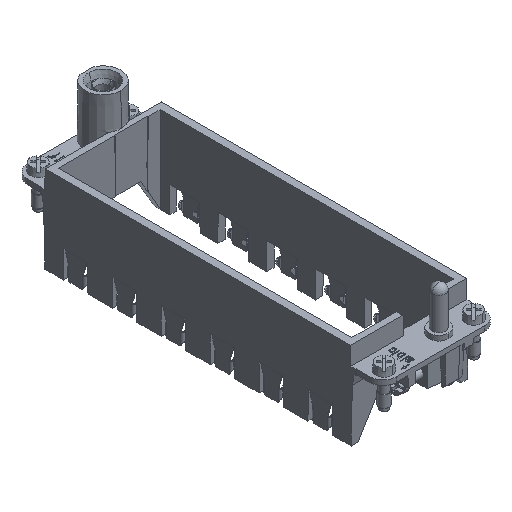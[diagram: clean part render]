
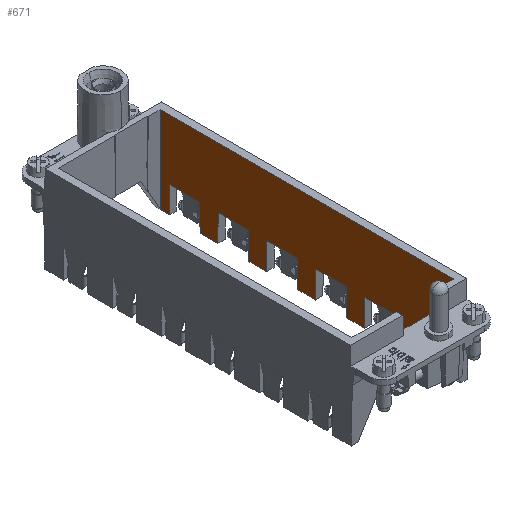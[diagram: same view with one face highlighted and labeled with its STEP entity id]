
A CAD part, isometric view. The second image highlights one B-rep face of the part: STEP entity #671.
In plain terms, the highlighted face is planar.
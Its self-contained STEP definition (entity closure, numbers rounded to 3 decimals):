
#64=CARTESIAN_POINT('',(-68.999,4.201,-1.95));
#65=VERTEX_POINT('',#64);
#66=CARTESIAN_POINT('',(-59.801,4.201,-1.95));
#67=VERTEX_POINT('',#66);
#68=CARTESIAN_POINT('',(-12389.588,4.201,-1.95));
#69=DIRECTION('',(1.,0.,-0.));
#70=VECTOR('',#69,24690.);
#71=LINE('',#68,#70);
#72=EDGE_CURVE('',#65,#67,#71,.T.);
#201=CARTESIAN_POINT('',(-39.599,4.201,-1.95));
#202=VERTEX_POINT('',#201);
#203=CARTESIAN_POINT('',(-30.401,4.201,-1.95));
#204=VERTEX_POINT('',#203);
#205=CARTESIAN_POINT('',(-12374.888,4.201,-1.95));
#206=DIRECTION('',(1.,0.,-0.));
#207=VECTOR('',#206,24690.);
#208=LINE('',#205,#207);
#209=EDGE_CURVE('',#202,#204,#208,.T.);
#458=CARTESIAN_POINT('',(-29.475,9.101,-1.95));
#459=DIRECTION('',(-0.,0.,-1.));
#460=DIRECTION('',(-1.,0.,0.));
#461=AXIS2_PLACEMENT_3D('',#458,#459,#460);
#462=PLANE('',#461);
#463=CARTESIAN_POINT('',(-27.65,22.301,-1.95));
#464=VERTEX_POINT('',#463);
#465=CARTESIAN_POINT('',(-115.85,22.301,-1.95));
#466=VERTEX_POINT('',#465);
#467=CARTESIAN_POINT('',(12316.259,22.301,-1.95));
#468=DIRECTION('',(-1.,-0.,0.));
#469=VECTOR('',#468,24690.);
#470=LINE('',#467,#469);
#471=EDGE_CURVE('',#464,#466,#470,.T.);
#472=ORIENTED_EDGE('',*,*,#471,.F.);
#473=CARTESIAN_POINT('',(-27.65,-3.528,-1.95));
#474=VERTEX_POINT('',#473);
#475=CARTESIAN_POINT('',(-27.65,-12336.025,-1.95));
#476=DIRECTION('',(0.,1.,0.));
#477=VECTOR('',#476,24690.);
#478=LINE('',#475,#477);
#479=EDGE_CURVE('',#474,#464,#478,.T.);
#480=ORIENTED_EDGE('',*,*,#479,.F.);
#481=CARTESIAN_POINT('',(-30.333,-3.528,-1.95));
#482=VERTEX_POINT('',#481);
#483=CARTESIAN_POINT('',(-12373.331,-3.528,-1.95));
#484=DIRECTION('',(1.,0.,-0.));
#485=VECTOR('',#484,24690.);
#486=LINE('',#483,#485);
#487=EDGE_CURVE('',#482,#474,#486,.T.);
#488=ORIENTED_EDGE('',*,*,#487,.F.);
#489=CARTESIAN_POINT('',(77.307,-12337.933,-1.95));
#490=DIRECTION('',(-0.009,1.,0.));
#491=VECTOR('',#490,24690.);
#492=LINE('',#489,#491);
#493=EDGE_CURVE('',#482,#204,#492,.T.);
#494=ORIENTED_EDGE('',*,*,#493,.T.);
#495=ORIENTED_EDGE('',*,*,#209,.F.);
#496=CARTESIAN_POINT('',(-39.67,-3.899,-1.95));
#497=VERTEX_POINT('',#496);
#498=CARTESIAN_POINT('',(68.151,12351.175,-1.95));
#499=DIRECTION('',(-0.009,-1.,-0.));
#500=VECTOR('',#499,24690.);
#501=LINE('',#498,#500);
#502=EDGE_CURVE('',#202,#497,#501,.T.);
#503=ORIENTED_EDGE('',*,*,#502,.T.);
#504=CARTESIAN_POINT('',(-45.03,-3.899,-1.95));
#505=VERTEX_POINT('',#504);
#506=CARTESIAN_POINT('',(12325.7,-3.899,-1.95));
#507=DIRECTION('',(-1.,-0.,0.));
#508=VECTOR('',#507,24690.);
#509=LINE('',#506,#508);
#510=EDGE_CURVE('',#497,#505,#509,.T.);
#511=ORIENTED_EDGE('',*,*,#510,.T.);
#512=CARTESIAN_POINT('',(-45.101,4.201,-1.95));
#513=VERTEX_POINT('',#512);
#514=CARTESIAN_POINT('',(62.608,-12337.998,-1.95));
#515=DIRECTION('',(-0.009,1.,0.));
#516=VECTOR('',#515,24690.);
#517=LINE('',#514,#516);
#518=EDGE_CURVE('',#505,#513,#517,.T.);
#519=ORIENTED_EDGE('',*,*,#518,.T.);
#520=CARTESIAN_POINT('',(-54.299,4.201,-1.95));
#521=VERTEX_POINT('',#520);
#522=CARTESIAN_POINT('',(-12382.238,4.201,-1.95));
#523=DIRECTION('',(1.,0.,-0.));
#524=VECTOR('',#523,24690.);
#525=LINE('',#522,#524);
#526=EDGE_CURVE('',#521,#513,#525,.T.);
#527=ORIENTED_EDGE('',*,*,#526,.F.);
#528=CARTESIAN_POINT('',(-54.37,-3.899,-1.95));
#529=VERTEX_POINT('',#528);
#530=CARTESIAN_POINT('',(53.452,12351.239,-1.95));
#531=DIRECTION('',(-0.009,-1.,-0.));
#532=VECTOR('',#531,24690.);
#533=LINE('',#530,#532);
#534=EDGE_CURVE('',#521,#529,#533,.T.);
#535=ORIENTED_EDGE('',*,*,#534,.T.);
#536=CARTESIAN_POINT('',(-59.73,-3.899,-1.95));
#537=VERTEX_POINT('',#536);
#538=CARTESIAN_POINT('',(12318.35,-3.899,-1.95));
#539=DIRECTION('',(-1.,-0.,0.));
#540=VECTOR('',#539,24690.);
#541=LINE('',#538,#540);
#542=EDGE_CURVE('',#529,#537,#541,.T.);
#543=ORIENTED_EDGE('',*,*,#542,.T.);
#544=CARTESIAN_POINT('',(47.908,-12338.062,-1.95));
#545=DIRECTION('',(-0.009,1.,0.));
#546=VECTOR('',#545,24690.);
#547=LINE('',#544,#546);
#548=EDGE_CURVE('',#537,#67,#547,.T.);
#549=ORIENTED_EDGE('',*,*,#548,.T.);
#550=ORIENTED_EDGE('',*,*,#72,.F.);
#551=CARTESIAN_POINT('',(-69.07,-3.899,-1.95));
#552=VERTEX_POINT('',#551);
#553=CARTESIAN_POINT('',(38.752,12351.303,-1.95));
#554=DIRECTION('',(-0.009,-1.,-0.));
#555=VECTOR('',#554,24690.);
#556=LINE('',#553,#555);
#557=EDGE_CURVE('',#65,#552,#556,.T.);
#558=ORIENTED_EDGE('',*,*,#557,.T.);
#559=CARTESIAN_POINT('',(-74.43,-3.899,-1.95));
#560=VERTEX_POINT('',#559);
#561=CARTESIAN_POINT('',(12311.,-3.899,-1.95));
#562=DIRECTION('',(-1.,-0.,0.));
#563=VECTOR('',#562,24690.);
#564=LINE('',#561,#563);
#565=EDGE_CURVE('',#552,#560,#564,.T.);
#566=ORIENTED_EDGE('',*,*,#565,.T.);
#567=CARTESIAN_POINT('',(-74.501,4.201,-1.95));
#568=VERTEX_POINT('',#567);
#569=CARTESIAN_POINT('',(33.209,-12338.126,-1.95));
#570=DIRECTION('',(-0.009,1.,0.));
#571=VECTOR('',#570,24690.);
#572=LINE('',#569,#571);
#573=EDGE_CURVE('',#560,#568,#572,.T.);
#574=ORIENTED_EDGE('',*,*,#573,.T.);
#575=CARTESIAN_POINT('',(-83.699,4.201,-1.95));
#576=VERTEX_POINT('',#575);
#577=CARTESIAN_POINT('',(-12396.938,4.201,-1.95));
#578=DIRECTION('',(1.,0.,-0.));
#579=VECTOR('',#578,24690.);
#580=LINE('',#577,#579);
#581=EDGE_CURVE('',#576,#568,#580,.T.);
#582=ORIENTED_EDGE('',*,*,#581,.F.);
#583=CARTESIAN_POINT('',(-83.77,-3.899,-1.95));
#584=VERTEX_POINT('',#583);
#585=CARTESIAN_POINT('',(24.053,12351.367,-1.95));
#586=DIRECTION('',(-0.009,-1.,-0.));
#587=VECTOR('',#586,24690.);
#588=LINE('',#585,#587);
#589=EDGE_CURVE('',#576,#584,#588,.T.);
#590=ORIENTED_EDGE('',*,*,#589,.T.);
#591=CARTESIAN_POINT('',(-89.13,-3.899,-1.95));
#592=VERTEX_POINT('',#591);
#593=CARTESIAN_POINT('',(12303.65,-3.899,-1.95));
#594=DIRECTION('',(-1.,-0.,0.));
#595=VECTOR('',#594,24690.);
#596=LINE('',#593,#595);
#597=EDGE_CURVE('',#584,#592,#596,.T.);
#598=ORIENTED_EDGE('',*,*,#597,.T.);
#599=CARTESIAN_POINT('',(-89.201,4.201,-1.95));
#600=VERTEX_POINT('',#599);
#601=CARTESIAN_POINT('',(18.51,-12338.19,-1.95));
#602=DIRECTION('',(-0.009,1.,0.));
#603=VECTOR('',#602,24690.);
#604=LINE('',#601,#603);
#605=EDGE_CURVE('',#592,#600,#604,.T.);
#606=ORIENTED_EDGE('',*,*,#605,.T.);
#607=CARTESIAN_POINT('',(-98.399,4.201,-1.95));
#608=VERTEX_POINT('',#607);
#609=CARTESIAN_POINT('',(-12404.288,4.201,-1.95));
#610=DIRECTION('',(1.,0.,-0.));
#611=VECTOR('',#610,24690.);
#612=LINE('',#609,#611);
#613=EDGE_CURVE('',#608,#600,#612,.T.);
#614=ORIENTED_EDGE('',*,*,#613,.F.);
#615=CARTESIAN_POINT('',(-98.47,-3.899,-1.95));
#616=VERTEX_POINT('',#615);
#617=CARTESIAN_POINT('',(9.354,12351.431,-1.95));
#618=DIRECTION('',(-0.009,-1.,-0.));
#619=VECTOR('',#618,24690.);
#620=LINE('',#617,#619);
#621=EDGE_CURVE('',#608,#616,#620,.T.);
#622=ORIENTED_EDGE('',*,*,#621,.T.);
#623=CARTESIAN_POINT('',(-103.83,-3.899,-1.95));
#624=VERTEX_POINT('',#623);
#625=CARTESIAN_POINT('',(12296.3,-3.899,-1.95));
#626=DIRECTION('',(-1.,-0.,0.));
#627=VECTOR('',#626,24690.);
#628=LINE('',#625,#627);
#629=EDGE_CURVE('',#616,#624,#628,.T.);
#630=ORIENTED_EDGE('',*,*,#629,.T.);
#631=CARTESIAN_POINT('',(-103.901,4.201,-1.95));
#632=VERTEX_POINT('',#631);
#633=CARTESIAN_POINT('',(3.81,-12338.254,-1.95));
#634=DIRECTION('',(-0.009,1.,0.));
#635=VECTOR('',#634,24690.);
#636=LINE('',#633,#635);
#637=EDGE_CURVE('',#624,#632,#636,.T.);
#638=ORIENTED_EDGE('',*,*,#637,.T.);
#639=CARTESIAN_POINT('',(-113.099,4.201,-1.95));
#640=VERTEX_POINT('',#639);
#641=CARTESIAN_POINT('',(-12411.638,4.201,-1.95));
#642=DIRECTION('',(1.,0.,-0.));
#643=VECTOR('',#642,24690.);
#644=LINE('',#641,#643);
#645=EDGE_CURVE('',#640,#632,#644,.T.);
#646=ORIENTED_EDGE('',*,*,#645,.F.);
#647=CARTESIAN_POINT('',(-113.167,-3.528,-1.95));
#648=VERTEX_POINT('',#647);
#649=CARTESIAN_POINT('',(-5.346,12351.495,-1.95));
#650=DIRECTION('',(-0.009,-1.,-0.));
#651=VECTOR('',#650,24690.);
#652=LINE('',#649,#651);
#653=EDGE_CURVE('',#640,#648,#652,.T.);
#654=ORIENTED_EDGE('',*,*,#653,.T.);
#655=CARTESIAN_POINT('',(-115.85,-3.528,-1.95));
#656=VERTEX_POINT('',#655);
#657=CARTESIAN_POINT('',(-12418.301,-3.528,-1.95));
#658=DIRECTION('',(1.,0.,-0.));
#659=VECTOR('',#658,24690.);
#660=LINE('',#657,#659);
#661=EDGE_CURVE('',#656,#648,#660,.T.);
#662=ORIENTED_EDGE('',*,*,#661,.F.);
#663=CARTESIAN_POINT('',(-115.85,-12336.025,-1.95));
#664=DIRECTION('',(0.,1.,0.));
#665=VECTOR('',#664,24690.);
#666=LINE('',#663,#665);
#667=EDGE_CURVE('',#656,#466,#666,.T.);
#668=ORIENTED_EDGE('',*,*,#667,.T.);
#669=EDGE_LOOP('',(#472,#480,#488,#494,#495,#503,#511,#519,#527,#535,#543,#549,#550,#558,#566,#574,#582,#590,#598,#606,#614,#622,#630,#638,#646,#654,
#662,#668));
#670=FACE_BOUND('',#669,.T.);
#671=ADVANCED_FACE('',(#670),#462,.T.);
